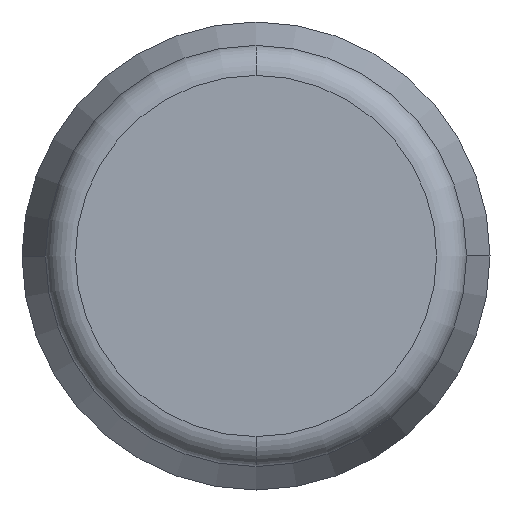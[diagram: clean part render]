
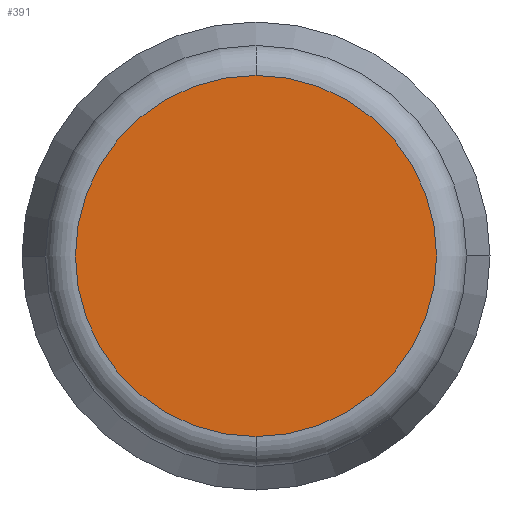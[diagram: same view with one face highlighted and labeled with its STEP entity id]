
A CAD part, front view. The second image highlights one B-rep face of the part: STEP entity #391.
In plain terms, the highlighted planar face has unit normal (0, -1, 0).
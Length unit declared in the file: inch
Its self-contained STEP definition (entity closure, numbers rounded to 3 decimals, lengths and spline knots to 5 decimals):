
#4 = CARTESIAN_POINT ( 'NONE',  ( 0., 0., -0.1206 ) ) ;
#18 = EDGE_CURVE ( 'NONE', #297, #191, #122, .T. ) ;
#83 = PLANE ( 'NONE',  #182 ) ;
#122 = CIRCLE ( 'NONE', #269, 0.1206 ) ;
#129 = DIRECTION ( 'NONE',  ( 0., -1., 0. ) ) ;
#133 = CARTESIAN_POINT ( 'NONE',  ( 0., 0., 0. ) ) ;
#135 = ORIENTED_EDGE ( 'NONE', *, *, #18, .T. ) ;
#160 = CIRCLE ( 'NONE', #185, 0.1206 ) ;
#166 = DIRECTION ( 'NONE',  ( 0., 0., -1. ) ) ;
#168 = CARTESIAN_POINT ( 'NONE',  ( 0., 0., 0. ) ) ;
#182 = AXIS2_PLACEMENT_3D ( 'NONE', #223, #129, #186 ) ;
#183 = EDGE_CURVE ( 'NONE', #191, #297, #160, .T. ) ;
#185 = AXIS2_PLACEMENT_3D ( 'NONE', #133, #219, #166 ) ;
#186 = DIRECTION ( 'NONE',  ( 0., 0., -1. ) ) ;
#191 = VERTEX_POINT ( 'NONE', #4 ) ;
#199 = FACE_OUTER_BOUND ( 'NONE', #338, .T. ) ;
#217 = ORIENTED_EDGE ( 'NONE', *, *, #183, .T. ) ;
#219 = DIRECTION ( 'NONE',  ( 0., -1., 0. ) ) ;
#223 = CARTESIAN_POINT ( 'NONE',  ( 0., 0., 0. ) ) ;
#250 = DIRECTION ( 'NONE',  ( 0., 0., -1. ) ) ;
#269 = AXIS2_PLACEMENT_3D ( 'NONE', #168, #335, #250 ) ;
#290 = CARTESIAN_POINT ( 'NONE',  ( 0., 0., 0.1206 ) ) ;
#297 = VERTEX_POINT ( 'NONE', #290 ) ;
#335 = DIRECTION ( 'NONE',  ( 0., -1., 0. ) ) ;
#338 = EDGE_LOOP ( 'NONE', ( #217, #135 ) ) ;
#391 = ADVANCED_FACE ( 'NONE', ( #199 ), #83, .T. ) ;
